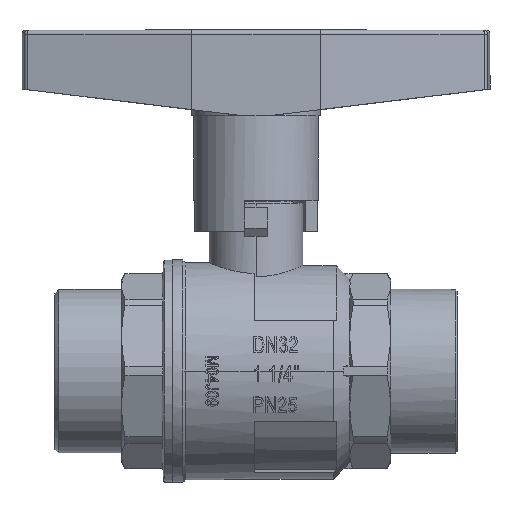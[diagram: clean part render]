
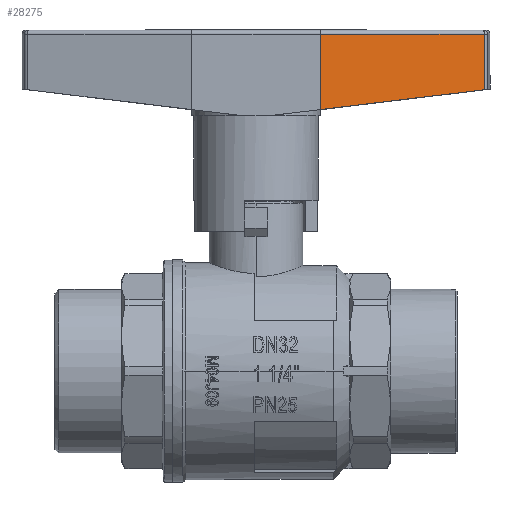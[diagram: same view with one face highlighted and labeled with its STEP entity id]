
A CAD part, top view. The second image highlights one B-rep face of the part: STEP entity #28275.
In plain terms, the highlighted face is planar.
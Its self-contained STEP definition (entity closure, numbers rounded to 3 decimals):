
#3362=PLANE('',#38879);
#5018=LINE('',#60611,#6935);
#5019=LINE('',#60614,#6936);
#5020=LINE('',#60616,#6937);
#5021=LINE('',#60618,#6938);
#6935=VECTOR('',#43913,1000.);
#6936=VECTOR('',#43914,1000.);
#6937=VECTOR('',#43915,1000.);
#6938=VECTOR('',#43916,1000.);
#14914=ORIENTED_EDGE('',*,*,#19731,.F.);
#14915=ORIENTED_EDGE('',*,*,#19732,.T.);
#14916=ORIENTED_EDGE('',*,*,#19733,.T.);
#14917=ORIENTED_EDGE('',*,*,#19734,.T.);
#19731=EDGE_CURVE('',#22777,#22778,#5018,.T.);
#19732=EDGE_CURVE('',#22777,#22779,#5019,.T.);
#19733=EDGE_CURVE('',#22779,#22780,#5020,.T.);
#19734=EDGE_CURVE('',#22780,#22778,#5021,.T.);
#22777=VERTEX_POINT('',#60612);
#22778=VERTEX_POINT('',#60613);
#22779=VERTEX_POINT('',#60615);
#22780=VERTEX_POINT('',#60617);
#24832=EDGE_LOOP('',(#14914,#14915,#14916,#14917));
#26509=FACE_BOUND('',#24832,.T.);
#28275=ADVANCED_FACE('',(#26509),#3362,.F.);
#38879=AXIS2_PLACEMENT_3D('',#60610,#43911,#43912);
#43911=DIRECTION('',(0.985,0.172,0.));
#43912=DIRECTION('',(0.,0.,-1.));
#43913=DIRECTION('',(-0.17,0.978,-0.119));
#43914=DIRECTION('',(0.,0.,1.));
#43915=DIRECTION('',(-0.172,0.985,0.));
#43916=DIRECTION('',(0.,0.,-1.));
#60610=CARTESIAN_POINT('',(-12.,-39.466,51.5));
#60611=CARTESIAN_POINT('',(-18.874,0.,29.183));
#60612=CARTESIAN_POINT('',(-8.697,-58.432,36.266));
#60613=CARTESIAN_POINT('',(-16.,-16.5,31.183));
#60614=CARTESIAN_POINT('',(-8.697,-58.432,51.5));
#60615=CARTESIAN_POINT('',(-8.697,-58.432,50.5));
#60616=CARTESIAN_POINT('',(-18.844,-0.172,50.5));
#60617=CARTESIAN_POINT('',(-16.,-16.5,50.5));
#60618=CARTESIAN_POINT('',(-16.,-16.5,51.5));
